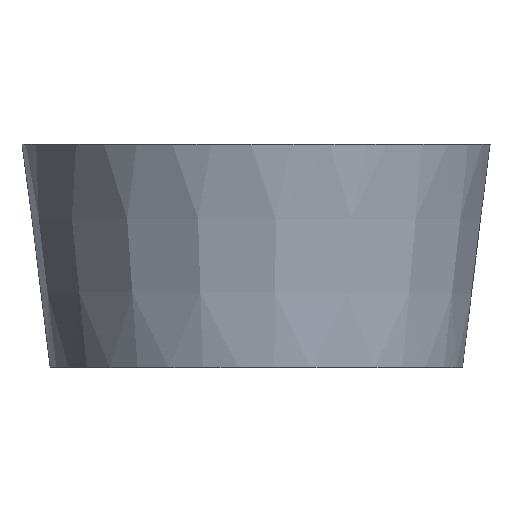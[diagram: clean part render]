
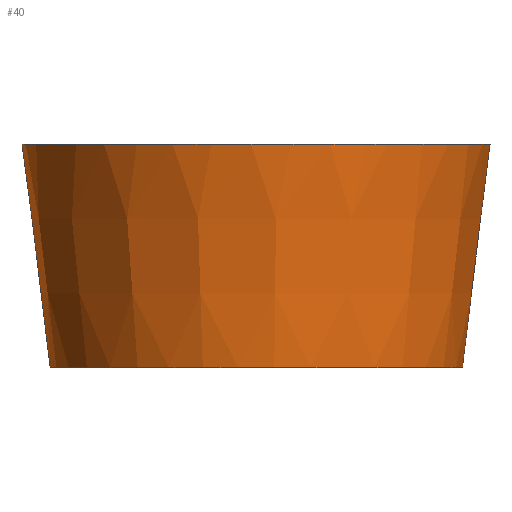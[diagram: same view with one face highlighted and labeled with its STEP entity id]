
A CAD part, left-side view. The second image highlights one B-rep face of the part: STEP entity #40.
In plain terms, the highlighted conical face has half-angle 7 degrees and reference radius 2.5 mm.
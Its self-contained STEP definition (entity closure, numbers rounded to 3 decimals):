
#36=CONICAL_SURFACE('',#146,2.5,7.);
#40=ADVANCED_FACE('',(#51,#52),#36,.T.);
#51=FACE_BOUND('',#65,.T.);
#52=FACE_BOUND('',#66,.T.);
#65=EDGE_LOOP('',(#79));
#66=EDGE_LOOP('',(#80));
#79=ORIENTED_EDGE('',*,*,#99,.T.);
#80=ORIENTED_EDGE('',*,*,#96,.T.);
#89=VERTEX_POINT('',#207);
#92=VERTEX_POINT('',#214);
#96=EDGE_CURVE('',#89,#89,#103,.T.);
#99=EDGE_CURVE('',#92,#92,#106,.T.);
#103=CIRCLE('',#140,2.5);
#106=CIRCLE('',#144,2.208);
#140=AXIS2_PLACEMENT_3D('',#206,#160,#161);
#144=AXIS2_PLACEMENT_3D('',#213,#168,#169);
#146=AXIS2_PLACEMENT_3D('',#216,#172,#173);
#160=DIRECTION('',(0.0,0.0,-1.0));
#161=DIRECTION('',(-0.882,-0.471,0.0));
#168=DIRECTION('',(0.0,0.0,1.0));
#169=DIRECTION('',(-0.707,-0.707,0.0));
#172=DIRECTION('',(0.0,0.0,1.0));
#173=DIRECTION('',(-0.707,-0.707,0.));
#206=CARTESIAN_POINT('',(2.5,2.5,0.));
#207=CARTESIAN_POINT('',(0.295,1.322,0.));
#213=CARTESIAN_POINT('',(2.5,2.5,-2.381));
#214=CARTESIAN_POINT('',(0.939,0.939,-2.381));
#216=CARTESIAN_POINT('',(2.5,2.5,0.));
